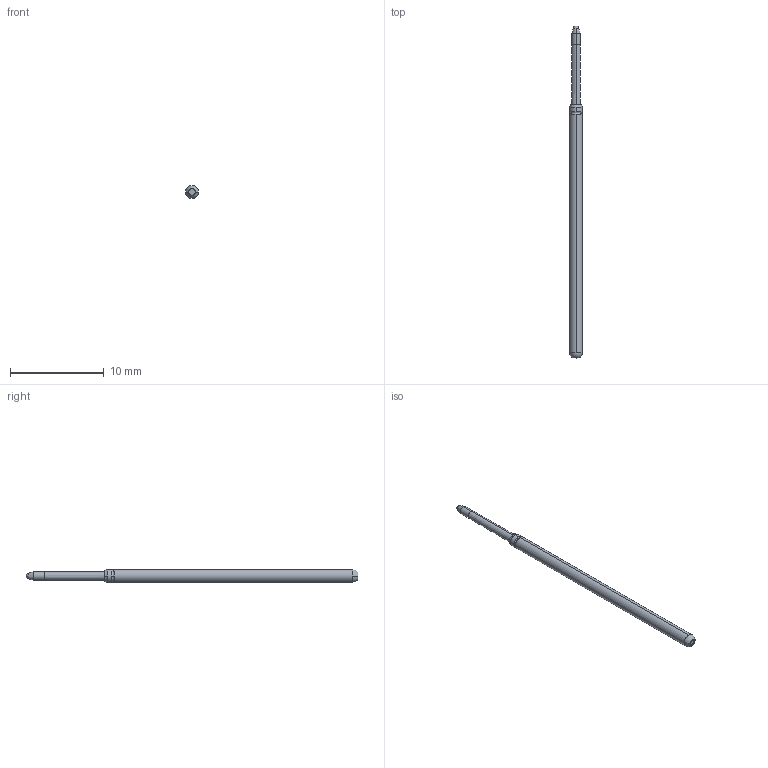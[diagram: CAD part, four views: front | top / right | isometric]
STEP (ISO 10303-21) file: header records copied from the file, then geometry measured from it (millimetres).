
FILE_DESCRIPTION (( 'STEP AP203' ), '1' );
FILE_NAME ('INGUN_GKS-100_313_090_A_xx00_LH.STEP', '2021-10-29T08:55:27', ( 'ochi' ), ( '' ), 'SwSTEP 2.0', 'SolidWorks 2018', '' );
FILE_SCHEMA (( 'CONFIG_CONTROL_DESIGN' ));
Length unit declared in the file: millimetre
Products named in the file (1): INGUN_GKS-100_313_090_A_xx00_LH
Bounding box: 1.37 x 35.4 x 1.37 mm (x, y, z)
Volume: 44.7 mm3; surface area: 141.3 mm2
Topology: 1 solids, 1 shells, 24 faces, 60 edges, 37 vertices
Faces by surface type: cylinder 8, torus 6, cone 4, sphere 4, plane 2
Entity records: 805 total; most frequent: DIRECTION 154, CARTESIAN_POINT 120, ORIENTED_EDGE 116, AXIS2_PLACEMENT_3D 71, EDGE_CURVE 58, CIRCLE 46, VERTEX_POINT 37, EDGE_LOOP 25
